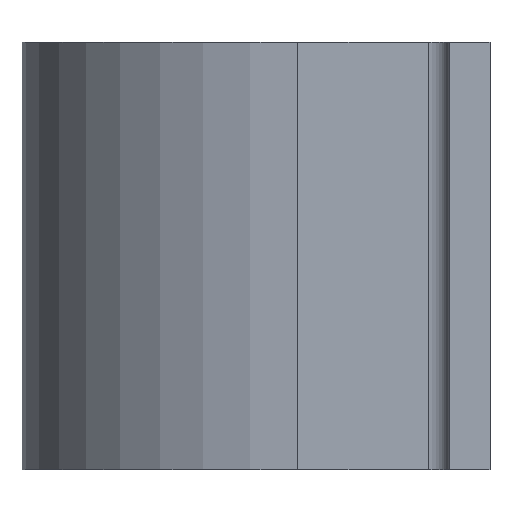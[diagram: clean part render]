
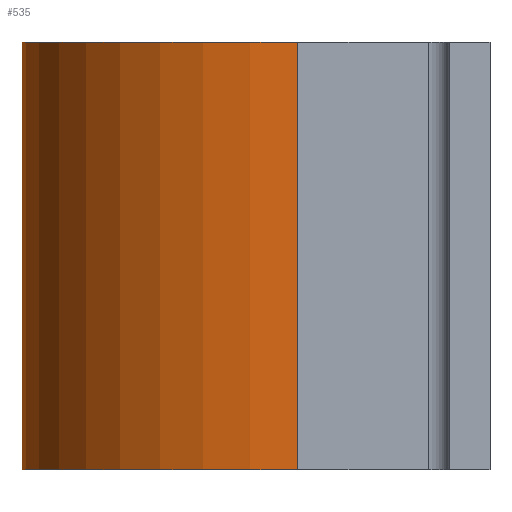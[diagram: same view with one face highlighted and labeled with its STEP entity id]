
A CAD part, left-side view. The second image highlights one B-rep face of the part: STEP entity #535.
In plain terms, the highlighted cylindrical face has radius 10.249 mm (diameter 20.498 mm), a partial arc.
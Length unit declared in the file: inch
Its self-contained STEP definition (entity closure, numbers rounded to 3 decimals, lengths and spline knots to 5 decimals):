
#26 = EDGE_CURVE ( 'NONE', #43, #290, #303, .T. ) ;
#31 = DIRECTION ( 'NONE',  ( -1., 0., 0. ) ) ;
#43 = VERTEX_POINT ( 'NONE', #544 ) ;
#48 = AXIS2_PLACEMENT_3D ( 'NONE', #438, #228, #230 ) ;
#49 = ORIENTED_EDGE ( 'NONE', *, *, #527, .F. ) ;
#57 = ORIENTED_EDGE ( 'NONE', *, *, #26, .T. ) ;
#62 = CARTESIAN_POINT ( 'NONE',  ( 1.25, 0.2815, 0.3125 ) ) ;
#73 = CARTESIAN_POINT ( 'NONE',  ( 0.8465, 0.2815, -0.3125 ) ) ;
#113 = VECTOR ( 'NONE', #406, 39.37008 ) ;
#129 = ORIENTED_EDGE ( 'NONE', *, *, #178, .F. ) ;
#142 = AXIS2_PLACEMENT_3D ( 'NONE', #549, #295, #31 ) ;
#146 = EDGE_CURVE ( 'NONE', #290, #479, #462, .T. ) ;
#156 = LINE ( 'NONE', #307, #362 ) ;
#178 = EDGE_CURVE ( 'NONE', #411, #479, #335, .T. ) ;
#185 = CARTESIAN_POINT ( 'NONE',  ( 1.6535, 0.2815, 0.3125 ) ) ;
#228 = DIRECTION ( 'NONE',  ( 0., 0., -1. ) ) ;
#230 = DIRECTION ( 'NONE',  ( 1., 0., 0. ) ) ;
#242 = DIRECTION ( 'NONE',  ( 1., 0., 0. ) ) ;
#265 = DIRECTION ( 'NONE',  ( 0., 0., -1. ) ) ;
#290 = VERTEX_POINT ( 'NONE', #185 ) ;
#295 = DIRECTION ( 'NONE',  ( 0., 0., -1. ) ) ;
#303 = CIRCLE ( 'NONE', #442, 0.4035 ) ;
#307 = CARTESIAN_POINT ( 'NONE',  ( 0.8465, 0.2815, 0.3125 ) ) ;
#314 = ORIENTED_EDGE ( 'NONE', *, *, #146, .T. ) ;
#335 = CIRCLE ( 'NONE', #48, 0.4035 ) ;
#343 = CARTESIAN_POINT ( 'NONE',  ( 1.6535, 0.2815, -0.3125 ) ) ;
#347 = CYLINDRICAL_SURFACE ( 'NONE', #142, 0.4035 ) ;
#362 = VECTOR ( 'NONE', #265, 39.37008 ) ;
#401 = CARTESIAN_POINT ( 'NONE',  ( 1.6535, 0.2815, 0.3125 ) ) ;
#406 = DIRECTION ( 'NONE',  ( 0., 0., -1. ) ) ;
#411 = VERTEX_POINT ( 'NONE', #73 ) ;
#438 = CARTESIAN_POINT ( 'NONE',  ( 1.25, 0.2815, -0.3125 ) ) ;
#442 = AXIS2_PLACEMENT_3D ( 'NONE', #62, #496, #242 ) ;
#447 = EDGE_LOOP ( 'NONE', ( #129, #49, #57, #314 ) ) ;
#462 = LINE ( 'NONE', #401, #113 ) ;
#475 = FACE_OUTER_BOUND ( 'NONE', #447, .T. ) ;
#479 = VERTEX_POINT ( 'NONE', #343 ) ;
#496 = DIRECTION ( 'NONE',  ( 0., 0., -1. ) ) ;
#527 = EDGE_CURVE ( 'NONE', #43, #411, #156, .T. ) ;
#535 = ADVANCED_FACE ( 'NONE', ( #475 ), #347, .T. ) ;
#544 = CARTESIAN_POINT ( 'NONE',  ( 0.8465, 0.2815, 0.3125 ) ) ;
#549 = CARTESIAN_POINT ( 'NONE',  ( 1.25, 0.2815, 0.3125 ) ) ;
